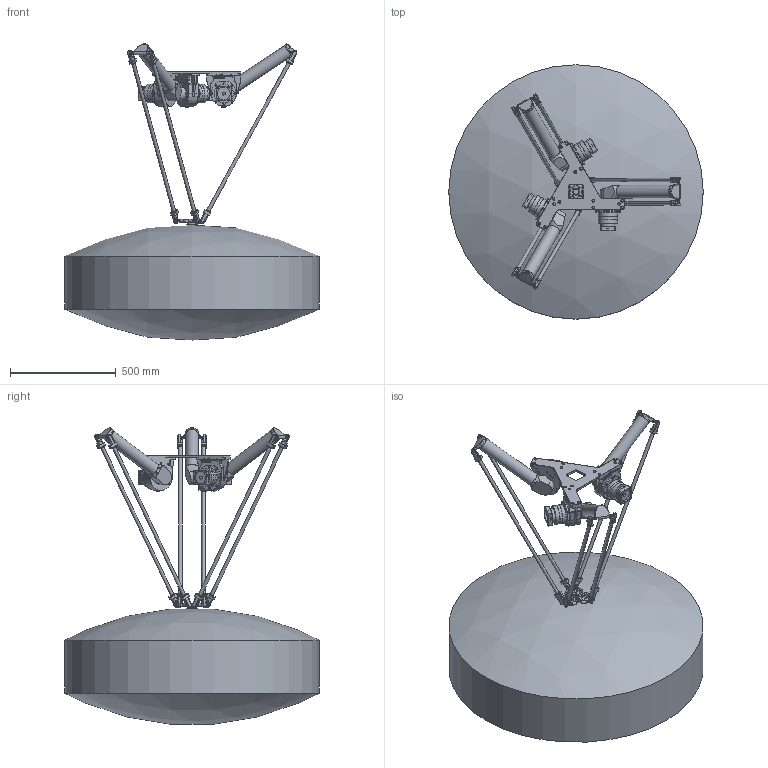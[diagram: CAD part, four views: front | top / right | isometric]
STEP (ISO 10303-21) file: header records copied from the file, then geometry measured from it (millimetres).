
FILE_DESCRIPTION(/* description */ ('Norm.iam Teamplte'),/* implementation_level */ '2;1');
FILE_NAME(/* name */ '3D-model_AL_00005.stp',/* time_stamp */ '2024-07-16T09:47:10+02:00',/* author */ ('lars.merkel'),/* organization */ (''),/* preprocessor_version */ 'ST-DEVELOPER v19.2',/* originating_system */ 'Autodesk Inventor 2023',/* authorisation */ '');
FILE_SCHEMA (('AUTOMOTIVE_DESIGN { 1 0 10303 214 3 1 1 }'));
Length unit declared in the file: millimetre
Products named in the file (8): AL_00005_DUMMY DELTA Robotermechanik RL3-1200-1/3kg; MT_BGR00105008 Dummy Roboterbasis; MT_WST00111151 n/a; MT_WST00111188 Getriebe; MT_WST00111152 Oberarm; MT_WST00111155 Werkzeugträger; MT_WST00110487; MT_WST00117101 Unterarm
Assembly tree (16 placements, depth 3):
  AL_00005_DUMMY DELTA Robotermechanik RL3-1200-1/3kg
    MT_BGR00105008 Dummy Roboterbasis
      MT_WST00111151 n/a
      MT_WST00111188 Getriebe  x3
    MT_WST00111152 Oberarm  x3
    MT_WST00111155 Werkzeugträger
    MT_WST00110487
    MT_WST00117101 Unterarm  x6
Bounding box: 1200 x 1200 x 1396.47 mm (x, y, z)
Volume: 465964652.8 mm3; surface area: 4509358.8 mm2
Topology: 15 solids, 15 shells, 2672 faces, 6308 edges, 3893 vertices
Faces by surface type: plane 1336, cylinder 692, cone 372, bspline 114, torus 96, sphere 62
Full cylindrical faces by diameter (mm): 4.134 x12, 4.917 x37, 5.5 x24, 5.8 x4, 6 x4, 6.647 x9, 7 x24, 9.66 x3, 9.8 x3, 10 x3, 10.106 x12, 12 x1, 13.5 x12, 14 x3, 16 x6, 17 x3, 18 x3, 19 x3, 22 x12, 25 x1, 30 x1, 50 x1, 55 x3, 60 x3, 61 x3, 63 x3, 65 x3, 70 x9, 82 x3, 89 x12
Entity records: 53317 total; most frequent: CARTESIAN_POINT 15663, DIRECTION 7704, ORIENTED_EDGE 7326, EDGE_CURVE 3663, AXIS2_PLACEMENT_3D 2662, LINE 2380, VECTOR 2380, VERTEX_POINT 2328
